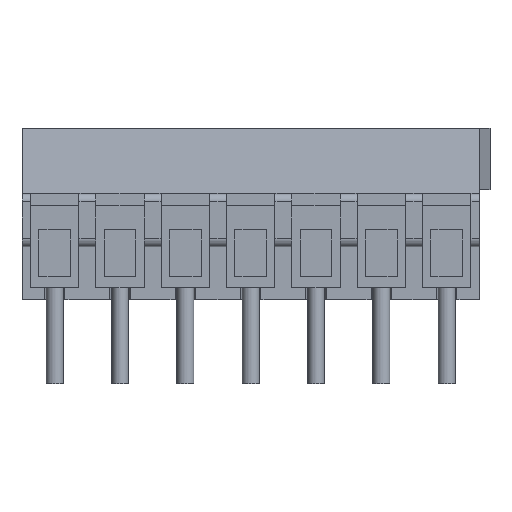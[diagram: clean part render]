
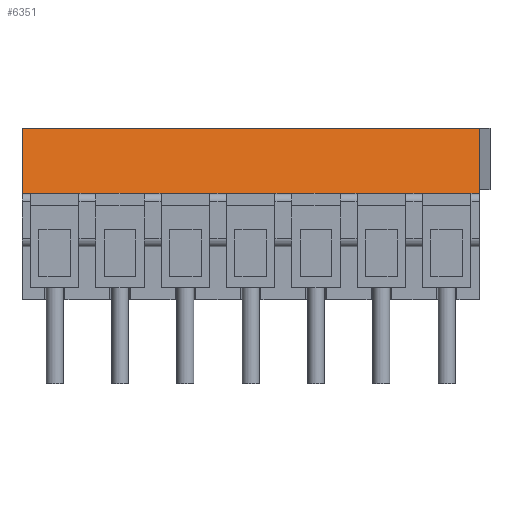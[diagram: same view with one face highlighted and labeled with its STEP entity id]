
A CAD part, front view. The second image highlights one B-rep face of the part: STEP entity #6351.
In plain terms, the highlighted planar face has unit normal (0, -0.985, 0.174).
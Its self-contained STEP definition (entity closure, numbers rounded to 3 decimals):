
#44 = PLANE('',#45);
#45 = AXIS2_PLACEMENT_3D('',#46,#47,#48);
#46 = CARTESIAN_POINT('',(-1.75,-0.574,4.593));
#47 = DIRECTION('',(-1.,-0.,-0.));
#48 = DIRECTION('',(0.,0.,-1.));
#1318 = PLANE('',#1319);
#1319 = AXIS2_PLACEMENT_3D('',#1320,#1321,#1322);
#1320 = CARTESIAN_POINT('',(22.75,-0.574,4.593));
#1321 = DIRECTION('',(1.,0.,0.));
#1322 = DIRECTION('',(0.,0.,1.));
#1502 = VERTEX_POINT('',#1503);
#1503 = CARTESIAN_POINT('',(-1.75,-3.45,5.7));
#1517 = PLANE('',#1518);
#1518 = AXIS2_PLACEMENT_3D('',#1519,#1520,#1521);
#1519 = CARTESIAN_POINT('',(10.5,-3.724,5.7));
#1520 = DIRECTION('',(0.,0.,1.));
#1521 = DIRECTION('',(0.,1.,0.));
#1529 = EDGE_CURVE('',#1530,#1502,#1532,.T.);
#1530 = VERTEX_POINT('',#1531);
#1531 = CARTESIAN_POINT('',(-1.75,-2.83,9.2));
#1532 = SURFACE_CURVE('',#1533,(#1537,#1544),.PCURVE_S1.);
#1533 = LINE('',#1534,#1535);
#1534 = CARTESIAN_POINT('',(-1.75,-2.83,9.2));
#1535 = VECTOR('',#1536,1.);
#1536 = DIRECTION('',(0.,-0.174,-0.985));
#1537 = PCURVE('',#44,#1538);
#1538 = DEFINITIONAL_REPRESENTATION('',(#1539),#1543);
#1539 = LINE('',#1540,#1541);
#1540 = CARTESIAN_POINT('',(-4.607,2.256));
#1541 = VECTOR('',#1542,1.);
#1542 = DIRECTION('',(0.985,0.174));
#1543 = ( GEOMETRIC_REPRESENTATION_CONTEXT(2)
PARAMETRIC_REPRESENTATION_CONTEXT() REPRESENTATION_CONTEXT('2D SPACE',''
) );
#1544 = PCURVE('',#1545,#1550);
#1545 = PLANE('',#1546);
#1546 = AXIS2_PLACEMENT_3D('',#1547,#1548,#1549);
#1547 = CARTESIAN_POINT('',(-1.75,-2.83,9.2));
#1548 = DIRECTION('',(0.,0.985,-0.174));
#1549 = DIRECTION('',(0.,-0.174,-0.985));
#1550 = DEFINITIONAL_REPRESENTATION('',(#1551),#1555);
#1551 = LINE('',#1552,#1553);
#1552 = CARTESIAN_POINT('',(0.,0.));
#1553 = VECTOR('',#1554,1.);
#1554 = DIRECTION('',(1.,0.));
#1555 = ( GEOMETRIC_REPRESENTATION_CONTEXT(2)
PARAMETRIC_REPRESENTATION_CONTEXT() REPRESENTATION_CONTEXT('2D SPACE',''
) );
#1573 = PLANE('',#1574);
#1574 = AXIS2_PLACEMENT_3D('',#1575,#1576,#1577);
#1575 = CARTESIAN_POINT('',(10.547,0.1,9.2));
#1576 = DIRECTION('',(0.,0.,1.));
#1577 = DIRECTION('',(0.,1.,0.));
#2173 = VERTEX_POINT('',#2174);
#2174 = CARTESIAN_POINT('',(22.75,-2.83,9.2));
#2195 = EDGE_CURVE('',#2173,#2196,#2198,.T.);
#2196 = VERTEX_POINT('',#2197);
#2197 = CARTESIAN_POINT('',(22.75,-3.45,5.7));
#2198 = SURFACE_CURVE('',#2199,(#2203,#2210),.PCURVE_S1.);
#2199 = LINE('',#2200,#2201);
#2200 = CARTESIAN_POINT('',(22.75,-2.83,9.2));
#2201 = VECTOR('',#2202,1.);
#2202 = DIRECTION('',(0.,-0.174,-0.985));
#2203 = PCURVE('',#1318,#2204);
#2204 = DEFINITIONAL_REPRESENTATION('',(#2205),#2209);
#2205 = LINE('',#2206,#2207);
#2206 = CARTESIAN_POINT('',(4.607,2.256));
#2207 = VECTOR('',#2208,1.);
#2208 = DIRECTION('',(-0.985,0.174));
#2209 = ( GEOMETRIC_REPRESENTATION_CONTEXT(2)
PARAMETRIC_REPRESENTATION_CONTEXT() REPRESENTATION_CONTEXT('2D SPACE',''
) );
#2210 = PCURVE('',#1545,#2211);
#2211 = DEFINITIONAL_REPRESENTATION('',(#2212),#2216);
#2212 = LINE('',#2213,#2214);
#2213 = CARTESIAN_POINT('',(0.,-24.5));
#2214 = VECTOR('',#2215,1.);
#2215 = DIRECTION('',(1.,0.));
#2216 = ( GEOMETRIC_REPRESENTATION_CONTEXT(2)
PARAMETRIC_REPRESENTATION_CONTEXT() REPRESENTATION_CONTEXT('2D SPACE',''
) );
#5717 = EDGE_CURVE('',#1530,#2173,#5718,.T.);
#5718 = SURFACE_CURVE('',#5719,(#5723,#5730),.PCURVE_S1.);
#5719 = LINE('',#5720,#5721);
#5720 = CARTESIAN_POINT('',(-1.75,-2.83,9.2));
#5721 = VECTOR('',#5722,1.);
#5722 = DIRECTION('',(1.,0.,0.));
#5723 = PCURVE('',#1573,#5724);
#5724 = DEFINITIONAL_REPRESENTATION('',(#5725),#5729);
#5725 = LINE('',#5726,#5727);
#5726 = CARTESIAN_POINT('',(-2.93,12.297));
#5727 = VECTOR('',#5728,1.);
#5728 = DIRECTION('',(0.,-1.));
#5729 = ( GEOMETRIC_REPRESENTATION_CONTEXT(2)
PARAMETRIC_REPRESENTATION_CONTEXT() REPRESENTATION_CONTEXT('2D SPACE',''
) );
#5730 = PCURVE('',#1545,#5731);
#5731 = DEFINITIONAL_REPRESENTATION('',(#5732),#5736);
#5732 = LINE('',#5733,#5734);
#5733 = CARTESIAN_POINT('',(0.,0.));
#5734 = VECTOR('',#5735,1.);
#5735 = DIRECTION('',(0.,-1.));
#5736 = ( GEOMETRIC_REPRESENTATION_CONTEXT(2)
PARAMETRIC_REPRESENTATION_CONTEXT() REPRESENTATION_CONTEXT('2D SPACE',''
) );
#6351 = ADVANCED_FACE('',(#6352),#1545,.F.);
#6352 = FACE_BOUND('',#6353,.F.);
#6353 = EDGE_LOOP('',(#6354,#6355,#6356,#6377));
#6354 = ORIENTED_EDGE('',*,*,#5717,.T.);
#6355 = ORIENTED_EDGE('',*,*,#2195,.T.);
#6356 = ORIENTED_EDGE('',*,*,#6357,.F.);
#6357 = EDGE_CURVE('',#1502,#2196,#6358,.T.);
#6358 = SURFACE_CURVE('',#6359,(#6363,#6370),.PCURVE_S1.);
#6359 = LINE('',#6360,#6361);
#6360 = CARTESIAN_POINT('',(-1.75,-3.45,5.7));
#6361 = VECTOR('',#6362,1.);
#6362 = DIRECTION('',(1.,0.,0.));
#6363 = PCURVE('',#1545,#6364);
#6364 = DEFINITIONAL_REPRESENTATION('',(#6365),#6369);
#6365 = LINE('',#6366,#6367);
#6366 = CARTESIAN_POINT('',(3.554,0.));
#6367 = VECTOR('',#6368,1.);
#6368 = DIRECTION('',(0.,-1.));
#6369 = ( GEOMETRIC_REPRESENTATION_CONTEXT(2)
PARAMETRIC_REPRESENTATION_CONTEXT() REPRESENTATION_CONTEXT('2D SPACE',''
) );
#6370 = PCURVE('',#1517,#6371);
#6371 = DEFINITIONAL_REPRESENTATION('',(#6372),#6376);
#6372 = LINE('',#6373,#6374);
#6373 = CARTESIAN_POINT('',(0.274,12.25));
#6374 = VECTOR('',#6375,1.);
#6375 = DIRECTION('',(0.,-1.));
#6376 = ( GEOMETRIC_REPRESENTATION_CONTEXT(2)
PARAMETRIC_REPRESENTATION_CONTEXT() REPRESENTATION_CONTEXT('2D SPACE',''
) );
#6377 = ORIENTED_EDGE('',*,*,#1529,.F.);
